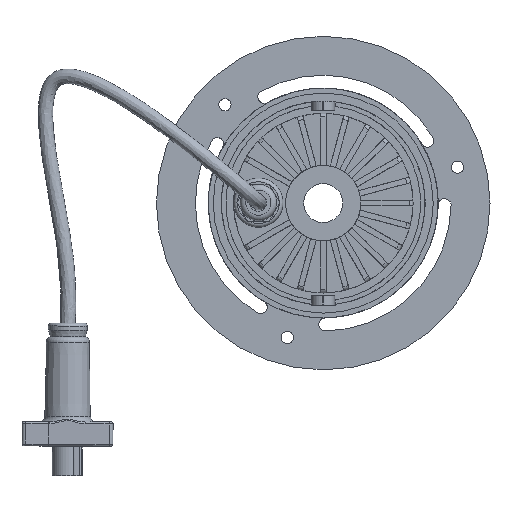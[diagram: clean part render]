
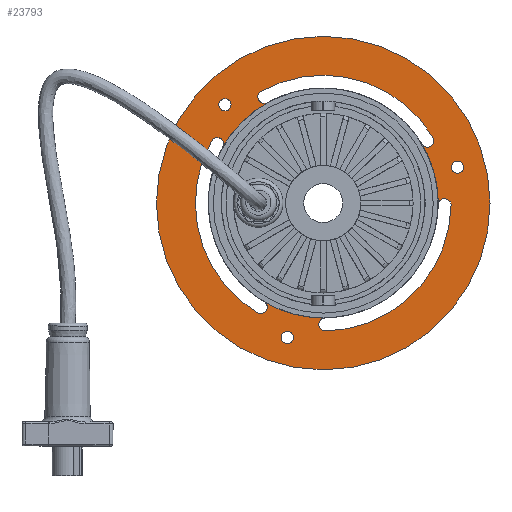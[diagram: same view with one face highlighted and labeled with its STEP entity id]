
A CAD part, left-side view. The second image highlights one B-rep face of the part: STEP entity #23793.
In plain terms, the highlighted planar face has unit normal (-1, 0, 0).
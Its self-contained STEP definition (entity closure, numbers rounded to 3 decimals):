
#1196=FACE_BOUND('',#4289,.T.);
#1197=FACE_BOUND('',#4290,.T.);
#1198=FACE_BOUND('',#4291,.T.);
#1199=FACE_BOUND('',#4292,.T.);
#1758=PLANE('',#25628);
#2920=FACE_OUTER_BOUND('',#4288,.T.);
#4288=EDGE_LOOP('',(#19778,#19779));
#4289=EDGE_LOOP('',(#19780));
#4290=EDGE_LOOP('',(#19781));
#4291=EDGE_LOOP('',(#19782));
#4292=EDGE_LOOP('',(#19783,#19784,#19785,#19786,#19787,#19788,#19789,#19790,
#19791,#19792,#19793,#19794,#19795,#19796,#19797,#19798));
#9794=CIRCLE('',#24579,3.3);
#9796=CIRCLE('',#24583,3.3);
#9798=CIRCLE('',#24587,3.3);
#9915=CIRCLE('',#24971,3.5);
#9917=CIRCLE('',#24974,62.);
#9919=CIRCLE('',#24977,62.);
#9925=CIRCLE('',#24985,3.5);
#10144=CIRCLE('',#25580,62.);
#10145=CIRCLE('',#25582,62.);
#10154=CIRCLE('',#25598,3.5);
#10157=CIRCLE('',#25602,3.5);
#10160=CIRCLE('',#25608,3.5);
#10162=CIRCLE('',#25613,3.5);
#10164=CIRCLE('',#25617,62.);
#10165=CIRCLE('',#25619,3.5);
#10166=CIRCLE('',#25621,69.);
#10167=CIRCLE('',#25623,69.);
#10168=CIRCLE('',#25625,3.5);
#10169=CIRCLE('',#25627,69.);
#10170=CIRCLE('',#25629,89.987);
#10171=CIRCLE('',#25630,89.987);
#10384=VERTEX_POINT('',#32387);
#10386=VERTEX_POINT('',#32395);
#10388=VERTEX_POINT('',#32403);
#11038=VERTEX_POINT('',#36474);
#11039=VERTEX_POINT('',#36476);
#11041=VERTEX_POINT('',#36483);
#11042=VERTEX_POINT('',#36485);
#11045=VERTEX_POINT('',#36493);
#11052=VERTEX_POINT('',#36515);
#11545=VERTEX_POINT('',#38372);
#11546=VERTEX_POINT('',#38376);
#11547=VERTEX_POINT('',#38377);
#11556=VERTEX_POINT('',#38422);
#11559=VERTEX_POINT('',#38431);
#11561=VERTEX_POINT('',#38441);
#11563=VERTEX_POINT('',#38450);
#11564=VERTEX_POINT('',#38456);
#11565=VERTEX_POINT('',#38460);
#11566=VERTEX_POINT('',#38466);
#11567=VERTEX_POINT('',#38474);
#11568=VERTEX_POINT('',#38475);
#12628=EDGE_CURVE('',#10384,#10384,#9794,.T.);
#12632=EDGE_CURVE('',#10386,#10386,#9796,.T.);
#12636=EDGE_CURVE('',#10388,#10388,#9798,.T.);
#13608=EDGE_CURVE('',#11038,#11039,#9915,.T.);
#13613=EDGE_CURVE('',#11041,#11042,#9917,.T.);
#13617=EDGE_CURVE('',#11045,#11038,#9919,.T.);
#13627=EDGE_CURVE('',#11042,#11052,#9925,.T.);
#14435=EDGE_CURVE('',#11052,#11545,#10144,.T.);
#14437=EDGE_CURVE('',#11546,#11547,#10145,.T.);
#14454=EDGE_CURVE('',#11545,#11556,#10154,.T.);
#14460=EDGE_CURVE('',#11559,#11045,#10157,.T.);
#14464=EDGE_CURVE('',#11547,#11561,#10160,.T.);
#14469=EDGE_CURVE('',#11563,#11546,#10162,.T.);
#14471=EDGE_CURVE('',#11556,#11564,#10164,.T.);
#14473=EDGE_CURVE('',#11564,#11565,#10165,.T.);
#14475=EDGE_CURVE('',#11565,#11563,#10166,.T.);
#14476=EDGE_CURVE('',#11039,#11566,#10167,.T.);
#14478=EDGE_CURVE('',#11566,#11041,#10168,.T.);
#14479=EDGE_CURVE('',#11561,#11559,#10169,.T.);
#14480=EDGE_CURVE('',#11567,#11568,#10170,.T.);
#14481=EDGE_CURVE('',#11568,#11567,#10171,.T.);
#19778=ORIENTED_EDGE('',*,*,#14480,.F.);
#19779=ORIENTED_EDGE('',*,*,#14481,.F.);
#19780=ORIENTED_EDGE('',*,*,#12632,.T.);
#19781=ORIENTED_EDGE('',*,*,#12628,.T.);
#19782=ORIENTED_EDGE('',*,*,#12636,.T.);
#19783=ORIENTED_EDGE('',*,*,#14473,.F.);
#19784=ORIENTED_EDGE('',*,*,#14471,.F.);
#19785=ORIENTED_EDGE('',*,*,#14454,.F.);
#19786=ORIENTED_EDGE('',*,*,#14435,.F.);
#19787=ORIENTED_EDGE('',*,*,#13627,.F.);
#19788=ORIENTED_EDGE('',*,*,#13613,.F.);
#19789=ORIENTED_EDGE('',*,*,#14478,.F.);
#19790=ORIENTED_EDGE('',*,*,#14476,.F.);
#19791=ORIENTED_EDGE('',*,*,#13608,.F.);
#19792=ORIENTED_EDGE('',*,*,#13617,.F.);
#19793=ORIENTED_EDGE('',*,*,#14460,.F.);
#19794=ORIENTED_EDGE('',*,*,#14479,.F.);
#19795=ORIENTED_EDGE('',*,*,#14464,.F.);
#19796=ORIENTED_EDGE('',*,*,#14437,.F.);
#19797=ORIENTED_EDGE('',*,*,#14469,.F.);
#19798=ORIENTED_EDGE('',*,*,#14475,.F.);
#23793=ADVANCED_FACE('',(#2920,#1196,#1197,#1198,#1199),#1758,.T.);
#24579=AXIS2_PLACEMENT_3D('',#32389,#26404,#26405);
#24583=AXIS2_PLACEMENT_3D('',#32397,#26414,#26415);
#24587=AXIS2_PLACEMENT_3D('',#32405,#26424,#26425);
#24971=AXIS2_PLACEMENT_3D('',#36477,#27807,#27808);
#24974=AXIS2_PLACEMENT_3D('',#36486,#27816,#27817);
#24977=AXIS2_PLACEMENT_3D('',#36494,#27824,#27825);
#24985=AXIS2_PLACEMENT_3D('',#36516,#27843,#27844);
#25580=AXIS2_PLACEMENT_3D('',#38373,#29566,#29567);
#25582=AXIS2_PLACEMENT_3D('',#38378,#29571,#29572);
#25598=AXIS2_PLACEMENT_3D('',#38423,#29607,#29608);
#25602=AXIS2_PLACEMENT_3D('',#38433,#29618,#29619);
#25608=AXIS2_PLACEMENT_3D('',#38442,#29631,#29632);
#25613=AXIS2_PLACEMENT_3D('',#38452,#29644,#29645);
#25617=AXIS2_PLACEMENT_3D('',#38457,#29652,#29653);
#25619=AXIS2_PLACEMENT_3D('',#38461,#29657,#29658);
#25621=AXIS2_PLACEMENT_3D('',#38464,#29662,#29663);
#25623=AXIS2_PLACEMENT_3D('',#38467,#29666,#29667);
#25625=AXIS2_PLACEMENT_3D('',#38470,#29671,#29672);
#25627=AXIS2_PLACEMENT_3D('',#38472,#29675,#29676);
#25628=AXIS2_PLACEMENT_3D('',#38473,#29677,#29678);
#25629=AXIS2_PLACEMENT_3D('',#38476,#29679,#29680);
#25630=AXIS2_PLACEMENT_3D('',#38477,#29681,#29682);
#26404=DIRECTION('center_axis',(1.,0.,0.));
#26405=DIRECTION('ref_axis',(0.,0.,1.));
#26414=DIRECTION('center_axis',(1.,0.,0.));
#26415=DIRECTION('ref_axis',(0.,0.,1.));
#26424=DIRECTION('center_axis',(1.,0.,0.));
#26425=DIRECTION('ref_axis',(0.,0.,1.));
#27807=DIRECTION('center_axis',(-1.,0.,0.));
#27808=DIRECTION('ref_axis',(0.,0.017,1.));
#27816=DIRECTION('center_axis',(1.,0.,0.));
#27817=DIRECTION('ref_axis',(0.,-1.,-0.017));
#27824=DIRECTION('center_axis',(-1.,0.,0.));
#27825=DIRECTION('ref_axis',(0.,-0.69,-0.723));
#27843=DIRECTION('center_axis',(1.,0.,0.));
#27844=DIRECTION('ref_axis',(0.,0.968,0.249));
#29566=DIRECTION('center_axis',(-1.,0.,0.));
#29567=DIRECTION('ref_axis',(0.,-0.281,0.96));
#29571=DIRECTION('center_axis',(-1.,0.,0.));
#29572=DIRECTION('ref_axis',(0.,0.972,-0.236));
#29607=DIRECTION('center_axis',(1.,0.,0.));
#29608=DIRECTION('ref_axis',(0.,-0.281,0.96));
#29618=DIRECTION('center_axis',(-1.,0.,0.));
#29619=DIRECTION('ref_axis',(0.,0.514,-0.858));
#29631=DIRECTION('center_axis',(-1.,0.,0.));
#29632=DIRECTION('ref_axis',(0.,-0.874,-0.486));
#29644=DIRECTION('center_axis',(-1.,0.,0.));
#29645=DIRECTION('ref_axis',(0.,0.486,0.874));
#29652=DIRECTION('center_axis',(1.,0.,0.));
#29653=DIRECTION('ref_axis',(0.,0.486,0.874));
#29657=DIRECTION('center_axis',(-1.,0.,0.));
#29658=DIRECTION('ref_axis',(0.,0.858,-0.514));
#29662=DIRECTION('center_axis',(-1.,0.,0.));
#29663=DIRECTION('ref_axis',(0.,-0.486,-0.874));
#29666=DIRECTION('center_axis',(-1.,0.,0.));
#29667=DIRECTION('ref_axis',(0.,1.,0.017));
#29671=DIRECTION('center_axis',(-1.,0.,0.));
#29672=DIRECTION('ref_axis',(0.,-1.,-0.017));
#29675=DIRECTION('center_axis',(-1.,0.,0.));
#29676=DIRECTION('ref_axis',(0.,-0.514,0.858));
#29677=DIRECTION('center_axis',(-1.,0.,0.));
#29678=DIRECTION('ref_axis',(0.,0.,1.));
#29679=DIRECTION('center_axis',(1.,0.,0.));
#29680=DIRECTION('ref_axis',(0.,0.,-1.));
#29681=DIRECTION('center_axis',(1.,0.,0.));
#29682=DIRECTION('ref_axis',(0.,0.,-1.));
#32387=CARTESIAN_POINT('',(0.024,19.403,-75.744));
#32389=CARTESIAN_POINT('Origin',(0.024,19.403,-72.444));
#32395=CARTESIAN_POINT('',(0.024,-72.453,16.112));
#32397=CARTESIAN_POINT('Origin',(0.024,-72.453,19.412));
#32403=CARTESIAN_POINT('',(0.024,53.024,49.734));
#32405=CARTESIAN_POINT('Origin',(0.024,53.024,53.034));
#36474=CARTESIAN_POINT('',(0.024,-0.973,-61.992));
#36476=CARTESIAN_POINT('',(0.024,-1.153,-68.99));
#36477=CARTESIAN_POINT('Origin',(0.024,-1.095,-65.49));
#36483=CARTESIAN_POINT('',(0.024,-62.,-1.028));
#36485=CARTESIAN_POINT('',(0.024,-59.992,-15.682));
#36486=CARTESIAN_POINT('Origin',(0.024,-0.009,
0.001));
#36493=CARTESIAN_POINT('',(0.024,31.724,-53.269));
#36494=CARTESIAN_POINT('Origin',(0.024,0.,
0.));
#36515=CARTESIAN_POINT('',(0.024,-60.043,-15.455));
#36516=CARTESIAN_POINT('Origin',(0.024,-63.432,-16.328));
#38372=CARTESIAN_POINT('',(0.024,-17.439,59.497));
#38373=CARTESIAN_POINT('Origin',(0.024,0.,
0.));
#38376=CARTESIAN_POINT('',(0.024,30.231,54.13));
#38377=CARTESIAN_POINT('',(0.024,54.092,30.299));
#38378=CARTESIAN_POINT('Origin',(0.024,0.,
0.));
#38422=CARTESIAN_POINT('',(0.024,-17.301,59.54));
#38423=CARTESIAN_POINT('Origin',(0.024,-18.423,62.856));
#38431=CARTESIAN_POINT('',(0.024,35.478,-59.174));
#38433=CARTESIAN_POINT('Origin',(0.024,33.678,-56.173));
#38441=CARTESIAN_POINT('',(0.024,60.311,33.505));
#38442=CARTESIAN_POINT('Origin',(0.024,57.252,31.805));
#38450=CARTESIAN_POINT('',(0.024,33.495,60.321));
#38452=CARTESIAN_POINT('Origin',(0.024,31.796,57.261));
#38456=CARTESIAN_POINT('',(0.024,-53.18,31.887));
#38457=CARTESIAN_POINT('Origin',(0.024,-0.009,
0.001));
#38460=CARTESIAN_POINT('',(0.024,-59.184,35.487));
#38461=CARTESIAN_POINT('Origin',(0.024,-56.182,33.687));
#38464=CARTESIAN_POINT('Origin',(0.024,-0.009,
0.001));
#38466=CARTESIAN_POINT('',(0.024,-68.999,-1.144));
#38467=CARTESIAN_POINT('Origin',(0.024,-0.009,
0.001));
#38470=CARTESIAN_POINT('Origin',(0.024,-65.5,-1.086));
#38472=CARTESIAN_POINT('Origin',(0.024,-0.009,
0.001));
#38473=CARTESIAN_POINT('Origin',(0.024,0.,89.987));
#38474=CARTESIAN_POINT('',(0.024,0.,89.987));
#38475=CARTESIAN_POINT('',(0.024,0.,-89.987));
#38476=CARTESIAN_POINT('Origin',(0.024,0.,0.));
#38477=CARTESIAN_POINT('Origin',(0.024,0.,0.));
